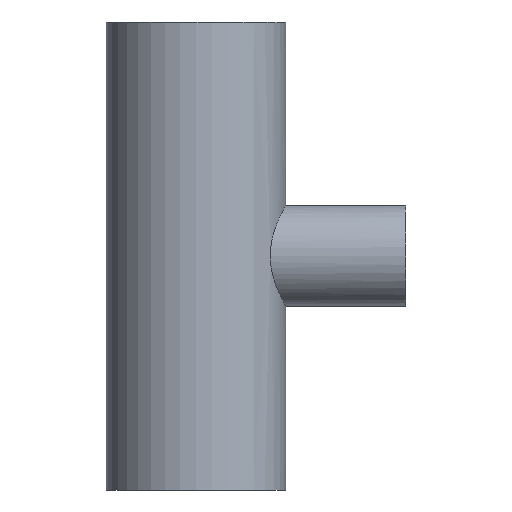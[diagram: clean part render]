
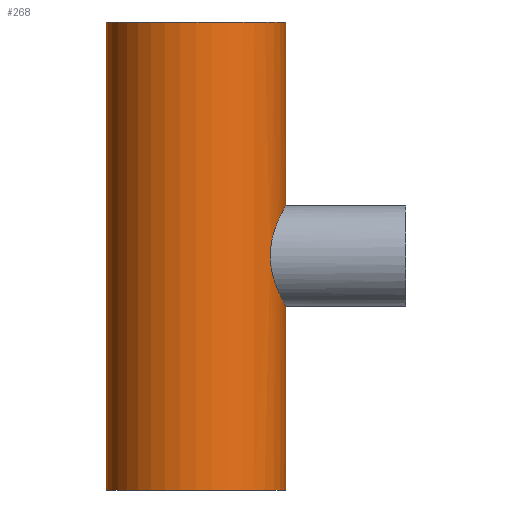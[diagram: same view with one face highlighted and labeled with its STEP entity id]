
A CAD part, front view. The second image highlights one B-rep face of the part: STEP entity #268.
In plain terms, the highlighted cylindrical face has radius 80 mm (diameter 160 mm), a partial arc.
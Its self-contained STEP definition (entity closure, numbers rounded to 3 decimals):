
#5 = CARTESIAN_POINT ( 'NONE',  ( 80., 0., -208.5 ) ) ;
#28 = AXIS2_PLACEMENT_3D ( 'NONE', #644, #596, #289 ) ;
#29 = CARTESIAN_POINT ( 'NONE',  ( 75.109, -27.55, 35.588 ) ) ;
#34 = CARTESIAN_POINT ( 'NONE',  ( 67.75, -42.546, 14.733 ) ) ;
#49 = CYLINDRICAL_SURFACE ( 'NONE', #628, 80. ) ;
#53 = VERTEX_POINT ( 'NONE', #340 ) ;
#70 = LINE ( 'NONE', #582, #591 ) ;
#79 = CARTESIAN_POINT ( 'NONE',  ( 78.364, -16.113, 42.023 ) ) ;
#82 = EDGE_CURVE ( 'NONE', #521, #53, #542, .T. ) ;
#83 = CARTESIAN_POINT ( 'NONE',  ( 66.143, -45.001, -3.034 ) ) ;
#85 = EDGE_CURVE ( 'NONE', #169, #321, #429, .T. ) ;
#87 = CARTESIAN_POINT ( 'NONE',  ( 70.333, -38.124, -23.918 ) ) ;
#89 = CARTESIAN_POINT ( 'NONE',  ( 67.745, -42.554, -14.71 ) ) ;
#91 = CARTESIAN_POINT ( 'NONE',  ( 68.066, -42.04, 16.116 ) ) ;
#93 = CARTESIAN_POINT ( 'NONE',  ( 78.367, -16.096, -42.029 ) ) ;
#97 = DIRECTION ( 'NONE',  ( 0., 0., -1. ) ) ;
#101 = CARTESIAN_POINT ( 'NONE',  ( 76.742, -22.739, -38.94 ) ) ;
#118 = DIRECTION ( 'NONE',  ( 0., 0., -1. ) ) ;
#128 = CARTESIAN_POINT ( 'NONE',  ( 66.847, -43.949, 9.699 ) ) ;
#133 = CARTESIAN_POINT ( 'NONE',  ( 69.716, -39.241, -22.038 ) ) ;
#136 = CARTESIAN_POINT ( 'NONE',  ( 71.169, -36.55, 26.291 ) ) ;
#139 = CARTESIAN_POINT ( 'NONE',  ( 80., 0., 45. ) ) ;
#141 = CARTESIAN_POINT ( 'NONE',  ( 75.55, -26.341, -36.513 ) ) ;
#150 = CARTESIAN_POINT ( 'NONE',  ( 79.132, -11.839, -43.44 ) ) ;
#155 = CARTESIAN_POINT ( 'NONE',  ( -80., 0., -208.5 ) ) ;
#158 = DIRECTION ( 'NONE',  ( 0., 0., -1. ) ) ;
#160 = VECTOR ( 'NONE', #97, 1000. ) ;
#169 = VERTEX_POINT ( 'NONE', #155 ) ;
#177 = CARTESIAN_POINT ( 'NONE',  ( 66.354, -44.696, -6.017 ) ) ;
#184 = CARTESIAN_POINT ( 'NONE',  ( 74.257, -29.789, 33.76 ) ) ;
#186 = CARTESIAN_POINT ( 'NONE',  ( 71.615, -35.702, -27.547 ) ) ;
#198 = CARTESIAN_POINT ( 'NONE',  ( 80., 0., -45. ) ) ;
#220 = CARTESIAN_POINT ( 'NONE',  ( 80., 0., -45. ) ) ;
#234 = CARTESIAN_POINT ( 'NONE',  ( 66.953, -43.788, -10.401 ) ) ;
#238 = CARTESIAN_POINT ( 'NONE',  ( 72.94, -32.879, 30.758 ) ) ;
#240 = CARTESIAN_POINT ( 'NONE',  ( 68.751, -40.911, -18.8 ) ) ;
#242 = CARTESIAN_POINT ( 'NONE',  ( 78.638, -14.717, 42.532 ) ) ;
#244 = CARTESIAN_POINT ( 'NONE',  ( 69.096, -40.342, 20.151 ) ) ;
#252 = CARTESIAN_POINT ( 'NONE',  ( 78.222, -16.787, -41.758 ) ) ;
#268 = ADVANCED_FACE ( 'NONE', ( #565 ), #49, .T. ) ;
#273 = CARTESIAN_POINT ( 'NONE',  ( 80., 0., 208.5 ) ) ;
#274 = ORIENTED_EDGE ( 'NONE', *, *, #82, .F. ) ;
#280 = CARTESIAN_POINT ( 'NONE',  ( 75.526, -26.386, 36.46 ) ) ;
#281 = ORIENTED_EDGE ( 'NONE', *, *, #347, .T. ) ;
#284 = CARTESIAN_POINT ( 'NONE',  ( 69.124, -40.28, -20.115 ) ) ;
#288 = CARTESIAN_POINT ( 'NONE',  ( 70.545, -37.73, -24.535 ) ) ;
#289 = DIRECTION ( 'NONE',  ( 1., 0., 0. ) ) ;
#293 = DIRECTION ( 'NONE',  ( 1., 0., 0. ) ) ;
#303 = CARTESIAN_POINT ( 'NONE',  ( 80., -3.043, -45. ) ) ;
#321 = VERTEX_POINT ( 'NONE', #5 ) ;
#328 = ORIENTED_EDGE ( 'NONE', *, *, #531, .F. ) ;
#338 = CARTESIAN_POINT ( 'NONE',  ( 78.768, -14.006, 42.771 ) ) ;
#340 = CARTESIAN_POINT ( 'NONE',  ( 80., 0., 45. ) ) ;
#341 = CARTESIAN_POINT ( 'NONE',  ( 67.324, -43.215, -12.572 ) ) ;
#345 = CARTESIAN_POINT ( 'NONE',  ( 69.918, -38.879, -22.67 ) ) ;
#347 = EDGE_CURVE ( 'NONE', #390, #169, #357, .T. ) ;
#349 = CARTESIAN_POINT ( 'NONE',  ( 73.832, -30.823, -32.818 ) ) ;
#351 = CARTESIAN_POINT ( 'NONE',  ( 73.82, -30.851, 32.791 ) ) ;
#357 = LINE ( 'NONE', #502, #160 ) ;
#387 = CARTESIAN_POINT ( 'NONE',  ( 80., 0., 208.5 ) ) ;
#390 = VERTEX_POINT ( 'NONE', #621 ) ;
#393 = CARTESIAN_POINT ( 'NONE',  ( 79.333, -10.411, 43.805 ) ) ;
#396 = CARTESIAN_POINT ( 'NONE',  ( 68.062, -42.048, -16.097 ) ) ;
#399 = CARTESIAN_POINT ( 'NONE',  ( 79.13, -11.858, 43.435 ) ) ;
#429 = CIRCLE ( 'NONE', #28, 80. ) ;
#434 = VERTEX_POINT ( 'NONE', #220 ) ;
#435 = CARTESIAN_POINT ( 'NONE',  ( 0., 0., 208.5 ) ) ;
#441 = CARTESIAN_POINT ( 'NONE',  ( 71.611, -35.678, 27.462 ) ) ;
#443 = CARTESIAN_POINT ( 'NONE',  ( 66.144, -44.999, 3.059 ) ) ;
#445 = CARTESIAN_POINT ( 'NONE',  ( 78.219, -16.802, 41.752 ) ) ;
#458 = CARTESIAN_POINT ( 'NONE',  ( 77.462, -20.186, -40.327 ) ) ;
#459 = DIRECTION ( 'NONE',  ( -1., 0., 0. ) ) ;
#463 = ORIENTED_EDGE ( 'NONE', *, *, #85, .T. ) ;
#483 = CARTESIAN_POINT ( 'NONE',  ( 67.329, -43.208, 12.596 ) ) ;
#484 = DIRECTION ( 'NONE',  ( 0., 0., -1. ) ) ;
#488 = CARTESIAN_POINT ( 'NONE',  ( 80., -3.044, 45. ) ) ;
#491 = CARTESIAN_POINT ( 'NONE',  ( 79.827, -6.026, 44.694 ) ) ;
#493 = DIRECTION ( 'NONE',  ( 0., 0., 1. ) ) ;
#495 = CARTESIAN_POINT ( 'NONE',  ( 74.898, -28.119, 35.14 ) ) ;
#499 = CARTESIAN_POINT ( 'NONE',  ( 79.827, -6.021, -44.695 ) ) ;
#502 = CARTESIAN_POINT ( 'NONE',  ( -80., 0., 208.5 ) ) ;
#503 = EDGE_CURVE ( 'NONE', #434, #321, #70, .T. ) ;
#521 = VERTEX_POINT ( 'NONE', #273 ) ;
#526 = ORIENTED_EDGE ( 'NONE', *, *, #503, .F. ) ;
#531 = EDGE_CURVE ( 'NONE', #390, #521, #661, .T. ) ;
#537 = CARTESIAN_POINT ( 'NONE',  ( 69.891, -38.969, 22.689 ) ) ;
#542 = LINE ( 'NONE', #387, #601 ) ;
#544 = CARTESIAN_POINT ( 'NONE',  ( 66.843, -43.954, -9.674 ) ) ;
#547 = AXIS2_PLACEMENT_3D ( 'NONE', #435, #493, #293 ) ;
#548 = CARTESIAN_POINT ( 'NONE',  ( 74.271, -29.754, -33.791 ) ) ;
#550 = CARTESIAN_POINT ( 'NONE',  ( 67.197, -43.412, 11.874 ) ) ;
#557 = CARTESIAN_POINT ( 'NONE',  ( 78.772, -13.981, -42.779 ) ) ;
#558 = CARTESIAN_POINT ( 'NONE',  ( 0., 0., 208.5 ) ) ;
#562 = CARTESIAN_POINT ( 'NONE',  ( 75.133, -27.504, -35.646 ) ) ;
#564 = EDGE_LOOP ( 'NONE', ( #274, #328, #281, #463, #526, #637 ) ) ;
#565 = FACE_OUTER_BOUND ( 'NONE', #564, .T. ) ;
#574 = B_SPLINE_CURVE_WITH_KNOTS ( 'NONE', 3,
 ( #139, #488, #491, #393, #399, #338, #242, #79, #445, #650, #602, #647, #280, #29, #495, #184, #351, #238, #592, #441, #136, #537, #244, #91, #34, #483, #550, #643, #128, #636, #443, #83, #177, #544, #234, #595, #341, #89, #396, #240, #284, #133, #345, #87, #288, #186, #598, #349, #548, #562, #141, #101, #458, #252, #93, #658, #557, #150, #665, #499, #303, #198 ),
 .UNSPECIFIED., .F., .F.,
 ( 4, 2, 2, 2, 2, 2, 2, 2, 2, 2, 2, 2, 2, 2, 2, 2, 2, 2, 2, 2, 2, 2, 2, 2, 2, 2, 2, 2, 2, 2, 4 ),
 ( 0., 0.009, 0.013, 0.016, 0.018, 0.027, 0.029, 0.031, 0.036, 0.04, 0.045, 0.054, 0.058, 0.061, 0.063, 0.072, 0.081, 0.083, 0.085, 0.09, 0.094, 0.097, 0.099, 0.108, 0.112, 0.117, 0.126, 0.128, 0.13, 0.135, 0.144 ),
 .UNSPECIFIED. ) ;
#582 = CARTESIAN_POINT ( 'NONE',  ( 80., 0., 208.5 ) ) ;
#591 = VECTOR ( 'NONE', #118, 1000. ) ;
#592 = CARTESIAN_POINT ( 'NONE',  ( 72.496, -33.844, 29.693 ) ) ;
#595 = CARTESIAN_POINT ( 'NONE',  ( 67.193, -43.418, -11.849 ) ) ;
#596 = DIRECTION ( 'NONE',  ( 0., 0., 1. ) ) ;
#598 = CARTESIAN_POINT ( 'NONE',  ( 72.508, -33.875, -29.762 ) ) ;
#601 = VECTOR ( 'NONE', #484, 1000. ) ;
#602 = CARTESIAN_POINT ( 'NONE',  ( 76.736, -22.761, 38.929 ) ) ;
#606 = EDGE_CURVE ( 'NONE', #53, #434, #574, .T. ) ;
#621 = CARTESIAN_POINT ( 'NONE',  ( -80., 0., 208.5 ) ) ;
#628 = AXIS2_PLACEMENT_3D ( 'NONE', #558, #158, #459 ) ;
#636 = CARTESIAN_POINT ( 'NONE',  ( 66.356, -44.692, 6.044 ) ) ;
#637 = ORIENTED_EDGE ( 'NONE', *, *, #606, .F. ) ;
#643 = CARTESIAN_POINT ( 'NONE',  ( 66.957, -43.782, 10.426 ) ) ;
#644 = CARTESIAN_POINT ( 'NONE',  ( 0., 0., -208.5 ) ) ;
#647 = CARTESIAN_POINT ( 'NONE',  ( 75.732, -25.789, 36.884 ) ) ;
#650 = CARTESIAN_POINT ( 'NONE',  ( 77.459, -20.197, 40.321 ) ) ;
#658 = CARTESIAN_POINT ( 'NONE',  ( 78.642, -14.694, -42.54 ) ) ;
#661 = CIRCLE ( 'NONE', #547, 80. ) ;
#665 = CARTESIAN_POINT ( 'NONE',  ( 79.335, -10.396, -43.808 ) ) ;
